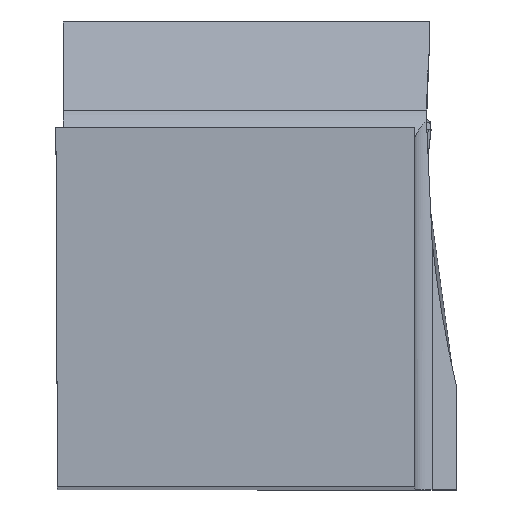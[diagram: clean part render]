
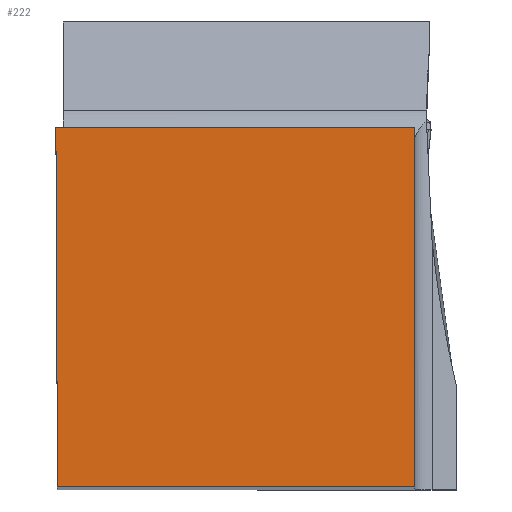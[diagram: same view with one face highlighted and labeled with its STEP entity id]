
A CAD part, top view. The second image highlights one B-rep face of the part: STEP entity #222.
In plain terms, the highlighted planar face has unit normal (0, 0, 1).
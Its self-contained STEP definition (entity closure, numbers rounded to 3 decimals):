
#163=PLANE('',#2100);
#222=ADVANCED_FACE('CU_BACK_SU1',(#354),#163,.F.);
#354=FACE_OUTER_BOUND('',#463,.T.);
#463=EDGE_LOOP('',(#1043,#1044,#1045,#1046));
#673=LINE('',#2871,#811);
#676=LINE('',#2881,#814);
#697=LINE('',#2985,#835);
#698=LINE('',#2987,#836);
#811=VECTOR('',#2289,1.);
#814=VECTOR('',#2298,1.);
#835=VECTOR('',#2351,1.);
#836=VECTOR('',#2352,1.);
#1043=ORIENTED_EDGE('',*,*,#1767,.T.);
#1044=ORIENTED_EDGE('',*,*,#1768,.F.);
#1045=ORIENTED_EDGE('',*,*,#1735,.T.);
#1046=ORIENTED_EDGE('',*,*,#1730,.T.);
#1538=VERTEX_POINT('',#2869);
#1540=VERTEX_POINT('',#2872);
#1544=VERTEX_POINT('',#2882);
#1563=VERTEX_POINT('',#2986);
#1730=EDGE_CURVE('',#1540,#1538,#673,.T.);
#1735=EDGE_CURVE('',#1544,#1540,#676,.T.);
#1767=EDGE_CURVE('',#1538,#1563,#697,.T.);
#1768=EDGE_CURVE('',#1544,#1563,#698,.T.);
#2100=AXIS2_PLACEMENT_3D('',#2988,#2353,#2354);
#2289=DIRECTION('',(0.004,-1.,0.));
#2298=DIRECTION('',(-1.,0.,0.));
#2351=DIRECTION('',(1.,0.,0.));
#2352=DIRECTION('',(0.,-1.,0.));
#2353=DIRECTION('',(0.,0.,-1.));
#2354=DIRECTION('',(0.,-1.,0.));
#2869=CARTESIAN_POINT('',(0.109,0.,0.));
#2871=CARTESIAN_POINT('',(-0.088,44.976,0.));
#2872=CARTESIAN_POINT('',(0.,24.875,0.));
#2881=CARTESIAN_POINT('',(-23.244,24.875,0.));
#2882=CARTESIAN_POINT('',(24.875,24.875,0.));
#2985=CARTESIAN_POINT('',(-23.244,0.,0.));
#2986=CARTESIAN_POINT('',(24.875,0.,0.));
#2987=CARTESIAN_POINT('',(24.875,44.875,0.));
#2988=CARTESIAN_POINT('',(-23.244,44.875,0.));
